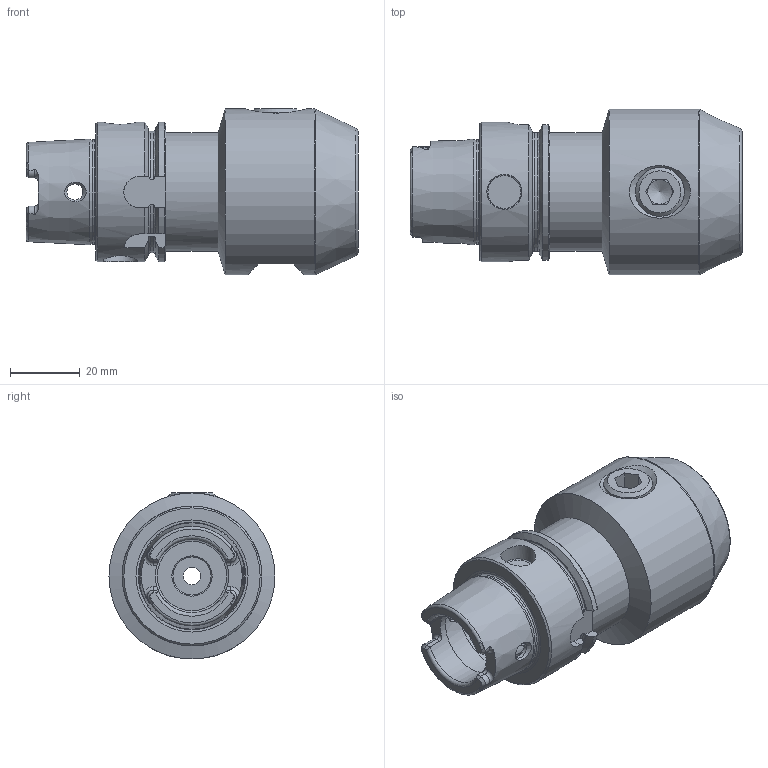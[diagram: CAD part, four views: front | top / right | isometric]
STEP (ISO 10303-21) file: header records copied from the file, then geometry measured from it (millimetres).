
FILE_DESCRIPTION( ( 'Unknown' ), '1' );
FILE_NAME( '254031640.stp', 'Unknown', ( 'Unknown' ), ( 'Unknown' ), 'PSStep 15.0.49', 'Unknown', ' ' );
FILE_SCHEMA( ( 'AUTOMOTIVE_DESIGN { 1 0 10303 214 1 1 1 1 }' ) );
Length unit declared in the file: millimetre
Products named in the file (2): 1; 2
Bounding box: 95 x 47.5 x 47.5 mm (x, y, z)
Volume: 90814 mm3; surface area: 22138 mm2
Topology: 2 solids, 2 shells, 158 faces, 418 edges, 264 vertices
Faces by surface type: plane 64, cylinder 38, cone 32, torus 24
Full cylindrical faces by diameter (mm): 4.6 x2, 5 x1, 10 x2, 10.917 x1, 11.835 x1, 13 x1, 14 x1, 16 x1, 16.5 x1, 21 x2, 25.5 x1, 29.8 x1, 34 x1, 40 x1, 47.5 x1
Entity records: 6692 total; most frequent: CARTESIAN_POINT 1923, DIRECTION 699, ORIENTED_EDGE 686, EDGE_CURVE 343, AXIS2_PLACEMENT_3D 288, VERTEX_POINT 241, EDGE_LOOP 216, FACE_OUTER_BOUND 186
